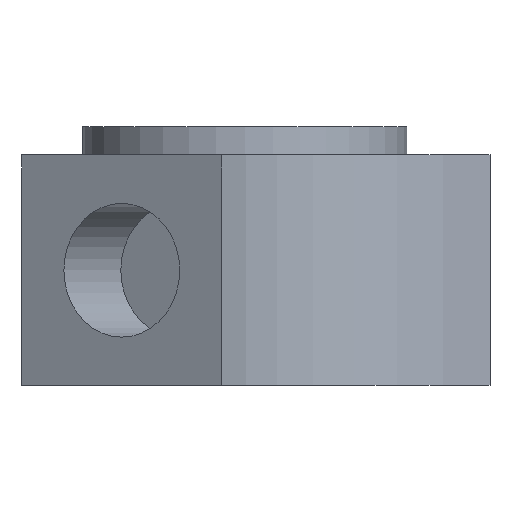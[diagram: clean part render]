
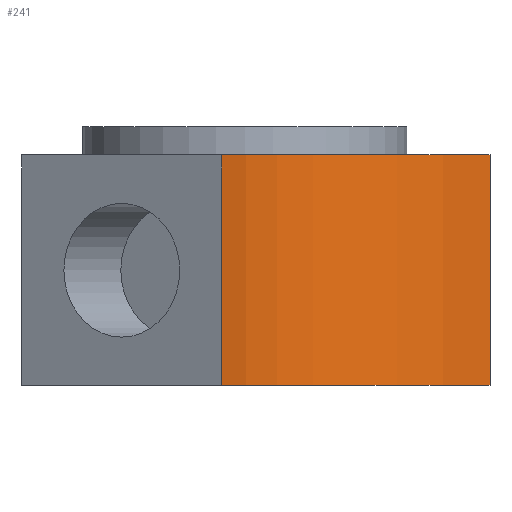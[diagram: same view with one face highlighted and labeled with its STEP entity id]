
A CAD part, left-side view. The second image highlights one B-rep face of the part: STEP entity #241.
In plain terms, the highlighted cylindrical face has radius 10 mm (diameter 20 mm), a partial arc.
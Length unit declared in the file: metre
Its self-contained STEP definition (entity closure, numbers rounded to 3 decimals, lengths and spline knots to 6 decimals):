
#15=LINE('',#402,#27);
#22=LINE('',#424,#34);
#27=VECTOR('',#322,1.);
#34=VECTOR('',#345,1.);
#75=ORIENTED_EDGE('',*,*,#123,.F.);
#76=ORIENTED_EDGE('',*,*,#110,.F.);
#77=ORIENTED_EDGE('',*,*,#124,.T.);
#78=ORIENTED_EDGE('',*,*,#121,.T.);
#110=EDGE_CURVE('',#138,#136,#15,.T.);
#121=EDGE_CURVE('',#146,#145,#22,.T.);
#123=EDGE_CURVE('',#136,#145,#161,.T.);
#124=EDGE_CURVE('',#138,#146,#162,.T.);
#136=VERTEX_POINT('',#397);
#138=VERTEX_POINT('',#401);
#145=VERTEX_POINT('',#423);
#146=VERTEX_POINT('',#425);
#161=CIRCLE('',#282,0.01);
#162=CIRCLE('',#283,0.01);
#182=EDGE_LOOP('',(#75,#76,#77,#78));
#210=FACE_BOUND('',#182,.T.);
#228=CYLINDRICAL_SURFACE('',#281,0.01);
#241=ADVANCED_FACE('',(#210),#228,.F.);
#281=AXIS2_PLACEMENT_3D('',#427,#347,#348);
#282=AXIS2_PLACEMENT_3D('',#428,#349,#350);
#283=AXIS2_PLACEMENT_3D('',#429,#351,#352);
#322=DIRECTION('',(0.,0.,-1.));
#345=DIRECTION('',(0.,0.,-1.));
#347=DIRECTION('',(0.,0.,-1.));
#348=DIRECTION('',(-1.,0.,0.));
#349=DIRECTION('',(0.,0.,1.));
#350=DIRECTION('',(1.,0.,0.));
#351=DIRECTION('',(0.,0.,1.));
#352=DIRECTION('',(1.,0.,0.));
#397=CARTESIAN_POINT('',(-0.00405,-0.008625,0.));
#401=CARTESIAN_POINT('',(-0.00405,-0.008625,0.0081));
#402=CARTESIAN_POINT('',(-0.00405,-0.008625,0.0081));
#423=CARTESIAN_POINT('',(-0.009494,0.000805,0.));
#424=CARTESIAN_POINT('',(-0.009494,0.000805,0.0081));
#425=CARTESIAN_POINT('',(-0.009494,0.000805,0.0081));
#427=CARTESIAN_POINT('',(-0.014036,-0.008104,0.0081));
#428=CARTESIAN_POINT('',(-0.014036,-0.008104,0.));
#429=CARTESIAN_POINT('',(-0.014036,-0.008104,0.0081));
